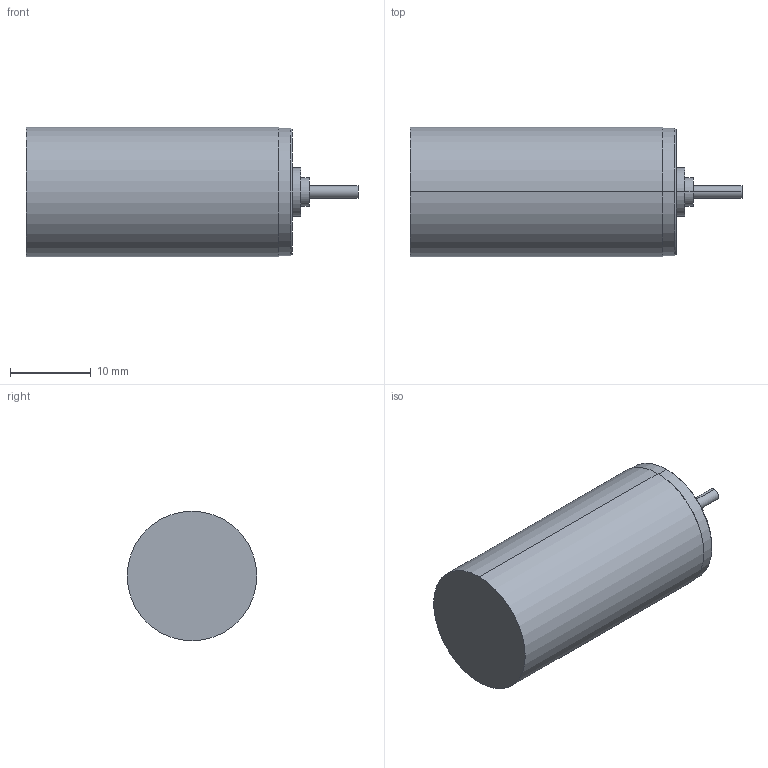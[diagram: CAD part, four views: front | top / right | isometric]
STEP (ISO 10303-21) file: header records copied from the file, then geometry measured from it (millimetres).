
FILE_DESCRIPTION (( 'STEP AP203' ), '1' );
FILE_NAME ('micromoteur_Défaut_sldprt.STEP', '2017-12-12T20:33:45', ( '' ), ( '' ), 'SwSTEP 2.0', 'SolidWorks 2016', '' );
FILE_SCHEMA (( 'CONFIG_CONTROL_DESIGN' ));
Length unit declared in the file: millimetre
Products named in the file (1): micromoteur_Défaut_sldprt
Bounding box: 41 x 16 x 16 mm (x, y, z)
Volume: 6654.9 mm3; surface area: 2108.1 mm2
Topology: 1 solids, 1 shells, 18 faces, 34 edges, 22 vertices
Faces by surface type: cylinder 10, plane 6, cone 2
Entity records: 541 total; most frequent: DIRECTION 94, CARTESIAN_POINT 75, ORIENTED_EDGE 68, AXIS2_PLACEMENT_3D 41, EDGE_CURVE 34, CIRCLE 22, VERTEX_POINT 22, EDGE_LOOP 22
